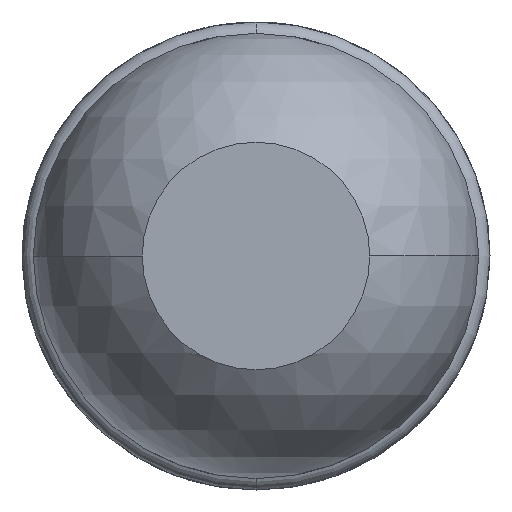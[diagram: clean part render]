
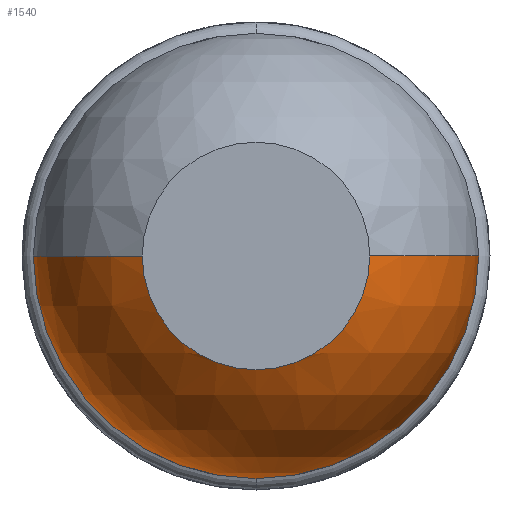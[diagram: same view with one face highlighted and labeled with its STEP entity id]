
A CAD part, front view. The second image highlights one B-rep face of the part: STEP entity #1540.
In plain terms, the highlighted spherical face has radius 0.685 mm.
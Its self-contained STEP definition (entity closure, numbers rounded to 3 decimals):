
#23 = DIRECTION ( 'NONE',  ( 0., 1., 0. ) ) ;
#127 = FACE_OUTER_BOUND ( 'NONE', #3780, .T. ) ;
#152 = DIRECTION ( 'NONE',  ( 1., 0., 0. ) ) ;
#451 = AXIS2_PLACEMENT_3D ( 'NONE', #2901, #3754, #152 ) ;
#455 = ORIENTED_EDGE ( 'NONE', *, *, #1183, .F. ) ;
#457 = CIRCLE ( 'NONE', #1282, 0.35 ) ;
#536 = DIRECTION ( 'NONE',  ( 0., -1., 0. ) ) ;
#609 = DIRECTION ( 'NONE',  ( 0., 0., 1. ) ) ;
#612 = CARTESIAN_POINT ( 'NONE',  ( 0., -30., -0.35 ) ) ;
#721 = DIRECTION ( 'NONE',  ( 0., 0., -1. ) ) ;
#807 = VERTEX_POINT ( 'NONE', #4286 ) ;
#828 = DIRECTION ( 'NONE',  ( 0., 0., 1. ) ) ;
#1035 = CIRCLE ( 'NONE', #2960, 0.685 ) ;
#1061 = VERTEX_POINT ( 'NONE', #4281 ) ;
#1183 = EDGE_CURVE ( 'NONE', #4694, #2732, #2342, .T. ) ;
#1249 = EDGE_CURVE ( 'NONE', #3157, #807, #3741, .T. ) ;
#1282 = AXIS2_PLACEMENT_3D ( 'NONE', #1726, #536, #3348 ) ;
#1342 = SPHERICAL_SURFACE ( 'NONE', #3701, 0.685 ) ;
#1522 = EDGE_CURVE ( 'NONE', #2732, #3157, #4460, .T. ) ;
#1540 = ADVANCED_FACE ( 'Defeature ausgef�hrt1_32', ( #127 ), #1342, .T. ) ;
#1726 = CARTESIAN_POINT ( 'NONE',  ( 0., -30., 0. ) ) ;
#1925 = AXIS2_PLACEMENT_3D ( 'NONE', #5165, #2314, #721 ) ;
#1991 = EDGE_CURVE ( 'NONE', #4072, #1061, #3031, .T. ) ;
#1998 = ORIENTED_EDGE ( 'NONE', *, *, #3547, .F. ) ;
#2172 = DIRECTION ( 'NONE',  ( 0., 0., -1. ) ) ;
#2270 = DIRECTION ( 'NONE',  ( -1., 0., 0. ) ) ;
#2276 = AXIS2_PLACEMENT_3D ( 'NONE', #4974, #2172, #2270 ) ;
#2314 = DIRECTION ( 'NONE',  ( 0., -1., 0. ) ) ;
#2342 = CIRCLE ( 'NONE', #1925, 0.35 ) ;
#2574 = CARTESIAN_POINT ( 'NONE',  ( -0.35, -30., 0. ) ) ;
#2678 = CARTESIAN_POINT ( 'NONE',  ( 0.35, -30., 0. ) ) ;
#2732 = VERTEX_POINT ( 'NONE', #2678 ) ;
#2848 = CARTESIAN_POINT ( 'NONE',  ( 0., -29.411, 0. ) ) ;
#2901 = CARTESIAN_POINT ( 'NONE',  ( 0., -29.411, 0. ) ) ;
#2913 = CARTESIAN_POINT ( 'NONE',  ( 0., -29.411, 0. ) ) ;
#2960 = AXIS2_PLACEMENT_3D ( 'NONE', #2913, #4184, #609 ) ;
#2972 = DIRECTION ( 'NONE',  ( 0., 0., -1. ) ) ;
#3031 = CIRCLE ( 'NONE', #2276, 0.685 ) ;
#3157 = VERTEX_POINT ( 'NONE', #3228 ) ;
#3228 = CARTESIAN_POINT ( 'NONE',  ( 0.685, -29.411, 0. ) ) ;
#3248 = ORIENTED_EDGE ( 'NONE', *, *, #1522, .F. ) ;
#3297 = ORIENTED_EDGE ( 'NONE', *, *, #1991, .T. ) ;
#3348 = DIRECTION ( 'NONE',  ( 0., 0., -1. ) ) ;
#3515 = EDGE_CURVE ( 'NONE', #807, #1061, #1035, .T. ) ;
#3547 = EDGE_CURVE ( 'NONE', #4072, #4694, #457, .T. ) ;
#3701 = AXIS2_PLACEMENT_3D ( 'NONE', #4067, #2972, #3729 ) ;
#3729 = DIRECTION ( 'NONE',  ( 1., 0., 0. ) ) ;
#3741 = CIRCLE ( 'NONE', #4221, 0.685 ) ;
#3754 = DIRECTION ( 'NONE',  ( 0., 0., 1. ) ) ;
#3780 = EDGE_LOOP ( 'NONE', ( #1998, #3297, #3885, #4270, #3248, #455 ) ) ;
#3885 = ORIENTED_EDGE ( 'NONE', *, *, #3515, .F. ) ;
#4067 = CARTESIAN_POINT ( 'NONE',  ( 0., -29.411, 0. ) ) ;
#4072 = VERTEX_POINT ( 'NONE', #2574 ) ;
#4184 = DIRECTION ( 'NONE',  ( 0., 1., 0. ) ) ;
#4221 = AXIS2_PLACEMENT_3D ( 'NONE', #2848, #23, #828 ) ;
#4270 = ORIENTED_EDGE ( 'NONE', *, *, #1249, .F. ) ;
#4281 = CARTESIAN_POINT ( 'NONE',  ( -0.685, -29.411, 0. ) ) ;
#4286 = CARTESIAN_POINT ( 'NONE',  ( 0., -29.411, -0.685 ) ) ;
#4460 = CIRCLE ( 'NONE', #451, 0.685 ) ;
#4694 = VERTEX_POINT ( 'NONE', #612 ) ;
#4974 = CARTESIAN_POINT ( 'NONE',  ( 0., -29.411, 0. ) ) ;
#5165 = CARTESIAN_POINT ( 'NONE',  ( 0., -30., 0. ) ) ;
